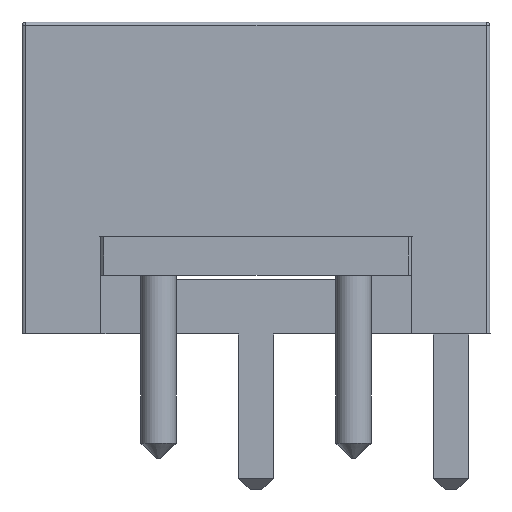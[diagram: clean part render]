
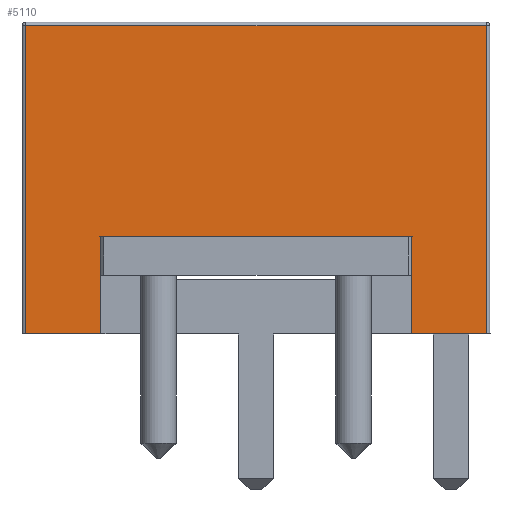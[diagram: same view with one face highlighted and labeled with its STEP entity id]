
A CAD part, front view. The second image highlights one B-rep face of the part: STEP entity #5110.
In plain terms, the highlighted planar face has unit normal (0, -1, 0).
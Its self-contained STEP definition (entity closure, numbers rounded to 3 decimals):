
#6 = DIRECTION ( 'NONE',  ( 0., 0., -1. ) ) ;
#84 = CARTESIAN_POINT ( 'NONE',  ( 6., -5.5, 0. ) ) ;
#125 = ORIENTED_EDGE ( 'NONE', *, *, #4130, .T. ) ;
#231 = VECTOR ( 'NONE', #6, 1000. ) ;
#359 = DIRECTION ( 'NONE',  ( 0., 0., -1. ) ) ;
#511 = VECTOR ( 'NONE', #2053, 1000. ) ;
#820 = LINE ( 'NONE', #2004, #4325 ) ;
#1200 = DIRECTION ( 'NONE',  ( 1., 0., 0. ) ) ;
#1251 = EDGE_CURVE ( 'NONE', #4201, #1891, #2476, .T. ) ;
#1460 = VECTOR ( 'NONE', #359, 1000. ) ;
#1506 = CARTESIAN_POINT ( 'NONE',  ( 6., -5.5, 7.9 ) ) ;
#1544 = ORIENTED_EDGE ( 'NONE', *, *, #1251, .T. ) ;
#1776 = CARTESIAN_POINT ( 'NONE',  ( -5.9, -5.5, 7.9 ) ) ;
#1891 = VERTEX_POINT ( 'NONE', #4406 ) ;
#1945 = CARTESIAN_POINT ( 'NONE',  ( 5.9, -5.5, 0. ) ) ;
#1961 = ORIENTED_EDGE ( 'NONE', *, *, #4373, .T. ) ;
#2004 = CARTESIAN_POINT ( 'NONE',  ( 6., -5.5, 2.5 ) ) ;
#2053 = DIRECTION ( 'NONE',  ( 0., 0., 1. ) ) ;
#2065 = CARTESIAN_POINT ( 'NONE',  ( -5.9, -5.5, 0. ) ) ;
#2185 = LINE ( 'NONE', #5707, #4568 ) ;
#2389 = DIRECTION ( 'NONE',  ( 0., -1., 0. ) ) ;
#2416 = CARTESIAN_POINT ( 'NONE',  ( -5.9, -5.5, 0. ) ) ;
#2435 = AXIS2_PLACEMENT_3D ( 'NONE', #84, #2389, #5278 ) ;
#2476 = LINE ( 'NONE', #1945, #7426 ) ;
#2516 = VERTEX_POINT ( 'NONE', #1776 ) ;
#2549 = CARTESIAN_POINT ( 'NONE',  ( -4., -5.5, 0. ) ) ;
#2602 = LINE ( 'NONE', #1506, #4926 ) ;
#2802 = CARTESIAN_POINT ( 'NONE',  ( -4., -5.5, 2.5 ) ) ;
#2954 = FACE_OUTER_BOUND ( 'NONE', #7422, .T. ) ;
#2985 = EDGE_CURVE ( 'NONE', #6206, #6116, #3467, .T. ) ;
#3063 = ORIENTED_EDGE ( 'NONE', *, *, #4043, .T. ) ;
#3268 = CARTESIAN_POINT ( 'NONE',  ( 5.9, -5.5, 0. ) ) ;
#3407 = VERTEX_POINT ( 'NONE', #2416 ) ;
#3467 = LINE ( 'NONE', #5764, #231 ) ;
#3691 = CARTESIAN_POINT ( 'NONE',  ( 4., -5.5, 0. ) ) ;
#4007 = ORIENTED_EDGE ( 'NONE', *, *, #2985, .T. ) ;
#4043 = EDGE_CURVE ( 'NONE', #6284, #6206, #820, .T. ) ;
#4047 = CARTESIAN_POINT ( 'NONE',  ( 6., -5.5, 0. ) ) ;
#4130 = EDGE_CURVE ( 'NONE', #1891, #2516, #2602, .T. ) ;
#4170 = EDGE_CURVE ( 'NONE', #6116, #4201, #2185, .T. ) ;
#4201 = VERTEX_POINT ( 'NONE', #3268 ) ;
#4275 = DIRECTION ( 'NONE',  ( 1., 0., 0. ) ) ;
#4325 = VECTOR ( 'NONE', #4275, 1000. ) ;
#4332 = VECTOR ( 'NONE', #1200, 1000. ) ;
#4373 = EDGE_CURVE ( 'NONE', #3407, #6050, #5297, .T. ) ;
#4406 = CARTESIAN_POINT ( 'NONE',  ( 5.9, -5.5, 7.9 ) ) ;
#4535 = EDGE_CURVE ( 'NONE', #2516, #3407, #6046, .T. ) ;
#4568 = VECTOR ( 'NONE', #5105, 1000. ) ;
#4725 = ORIENTED_EDGE ( 'NONE', *, *, #4535, .T. ) ;
#4926 = VECTOR ( 'NONE', #6088, 1000. ) ;
#5105 = DIRECTION ( 'NONE',  ( 1., 0., 0. ) ) ;
#5110 = ADVANCED_FACE ( 'NONE', ( #2954 ), #5241, .T. ) ;
#5241 = PLANE ( 'NONE',  #2435 ) ;
#5278 = DIRECTION ( 'NONE',  ( 0., 0., -1. ) ) ;
#5297 = LINE ( 'NONE', #4047, #4332 ) ;
#5313 = ORIENTED_EDGE ( 'NONE', *, *, #6073, .T. ) ;
#5707 = CARTESIAN_POINT ( 'NONE',  ( 6., -5.5, 0. ) ) ;
#5764 = CARTESIAN_POINT ( 'NONE',  ( 4., -5.5, 0. ) ) ;
#6046 = LINE ( 'NONE', #2065, #1460 ) ;
#6050 = VERTEX_POINT ( 'NONE', #2549 ) ;
#6073 = EDGE_CURVE ( 'NONE', #6050, #6284, #6486, .T. ) ;
#6088 = DIRECTION ( 'NONE',  ( -1., 0., 0. ) ) ;
#6116 = VERTEX_POINT ( 'NONE', #3691 ) ;
#6137 = ORIENTED_EDGE ( 'NONE', *, *, #4170, .T. ) ;
#6206 = VERTEX_POINT ( 'NONE', #6849 ) ;
#6284 = VERTEX_POINT ( 'NONE', #2802 ) ;
#6485 = DIRECTION ( 'NONE',  ( 0., 0., 1. ) ) ;
#6486 = LINE ( 'NONE', #7084, #511 ) ;
#6849 = CARTESIAN_POINT ( 'NONE',  ( 4., -5.5, 2.5 ) ) ;
#7084 = CARTESIAN_POINT ( 'NONE',  ( -4., -5.5, 0. ) ) ;
#7422 = EDGE_LOOP ( 'NONE', ( #3063, #4007, #6137, #1544, #125, #4725, #1961, #5313 ) ) ;
#7426 = VECTOR ( 'NONE', #6485, 1000. ) ;
